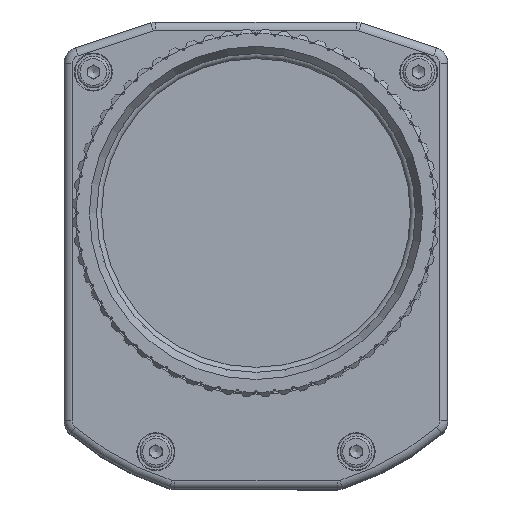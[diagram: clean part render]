
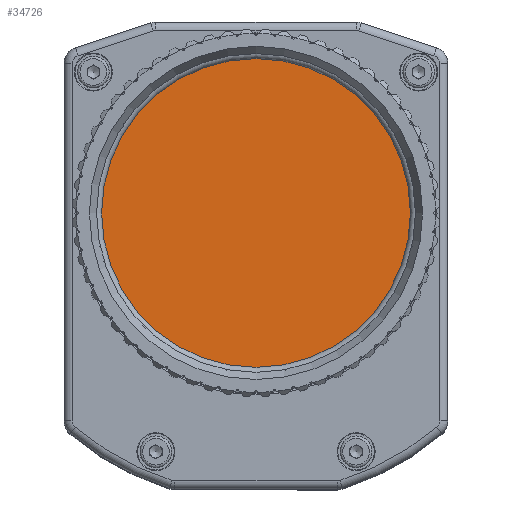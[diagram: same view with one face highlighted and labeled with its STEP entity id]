
A CAD part, top view. The second image highlights one B-rep face of the part: STEP entity #34726.
In plain terms, the highlighted face is planar.
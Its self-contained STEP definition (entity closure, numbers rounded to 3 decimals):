
#8114 = PLANE ( 'NONE',  #29783 ) ;
#12012 = DIRECTION ( 'NONE',  ( 0., 0., 1. ) ) ;
#17794 = DIRECTION ( 'NONE',  ( 0., 0., 1. ) ) ;
#18357 = EDGE_CURVE ( 'NONE', #40880, #40880, #22853, .T. ) ;
#22853 = CIRCLE ( 'NONE', #43390, 18.85 ) ;
#24555 = FACE_OUTER_BOUND ( 'NONE', #31918, .T. ) ;
#29783 = AXIS2_PLACEMENT_3D ( 'NONE', #46910, #12012, #39265 ) ;
#31918 = EDGE_LOOP ( 'NONE', ( #32854 ) ) ;
#32408 = CARTESIAN_POINT ( 'NONE',  ( 18.85, 0., -2. ) ) ;
#32854 = ORIENTED_EDGE ( 'NONE', *, *, #18357, .F. ) ;
#34726 = ADVANCED_FACE ( 'NONE', ( #24555 ), #8114, .F. ) ;
#39265 = DIRECTION ( 'NONE',  ( 1., 0., 0. ) ) ;
#40880 = VERTEX_POINT ( 'NONE', #32408 ) ;
#41162 = CARTESIAN_POINT ( 'NONE',  ( 0., 0., -2. ) ) ;
#43390 = AXIS2_PLACEMENT_3D ( 'NONE', #41162, #17794, #45073 ) ;
#45073 = DIRECTION ( 'NONE',  ( 1., 0., 0. ) ) ;
#46910 = CARTESIAN_POINT ( 'NONE',  ( 0., 18.85, -2. ) ) ;
